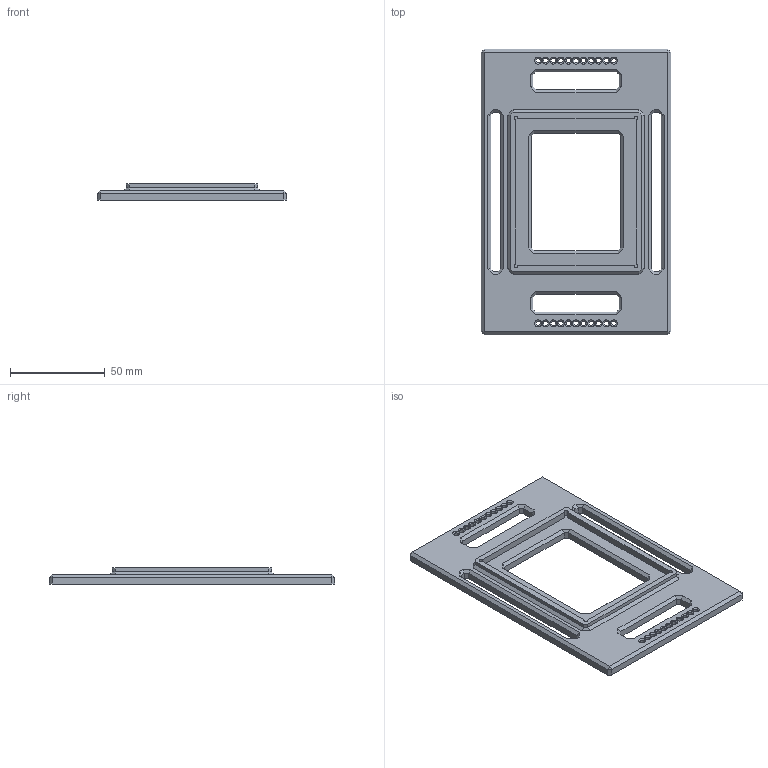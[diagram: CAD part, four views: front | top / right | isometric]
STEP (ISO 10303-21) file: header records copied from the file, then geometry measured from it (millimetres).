
FILE_DESCRIPTION(/* description */ ('STEP AP242','CAx-IF Rec.Pracs.---Representation and Presentation of Product Manufacturing Information (PMI)---4.0---2014-10-13','CAx-IF Rec.Pracs.---3D Tessellated Geometry---0.4---2014-09-14','2;1'),/* implementation_level */ '2;1');
FILE_NAME(/* name */ '650d5f247ecea07fa3448676',/* time_stamp */ '2023-09-22T09:32:21Z',/* author */ (''),/* organization */ (''),/* preprocessor_version */ 'ST-DEVELOPER v19.4',/* originating_system */ ' ',/* authorisation */ ' ');
FILE_SCHEMA (('AP242_MANAGED_MODEL_BASED_3D_ENGINEERING_MIM_LF { 1 0 10303 442 1 1 4 }'));
Length unit declared in the file: metre
Products named in the file (1): ESP_Mount
Bounding box: 100.3 x 151 x 8.5 mm (x, y, z)
Volume: 53571.4 mm3; surface area: 28558.1 mm2
Topology: 1 solids, 1 shells, 190 faces, 454 edges, 268 vertices
Faces by surface type: plane 120, cone 44, cylinder 26
Full cylindrical faces by diameter (mm): 2.5 x22
Entity records: 5142 total; most frequent: DIRECTION 866, CARTESIAN_POINT 847, ORIENTED_EDGE 776, EDGE_CURVE 388, EDGE_LOOP 312, FACE_BOUND 312, LINE 292, VECTOR 292
